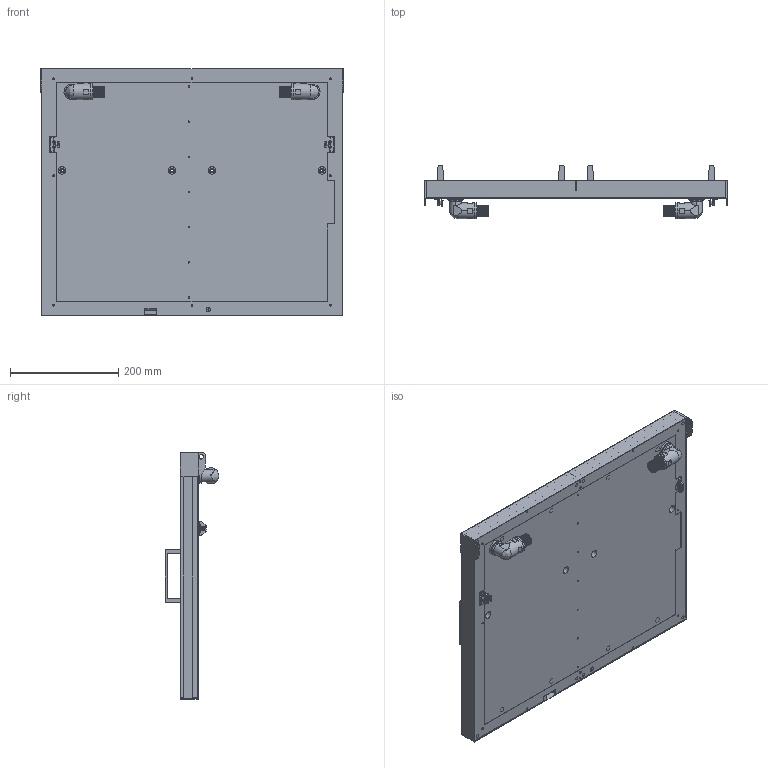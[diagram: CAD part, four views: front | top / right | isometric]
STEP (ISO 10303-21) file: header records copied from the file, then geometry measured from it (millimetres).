
FILE_DESCRIPTION (( 'STEP AP214' ), '1' );
FILE_NAME ('INGUN_114097.STEP', '2024-02-06T14:01:07', ( '' ), ( '' ), 'SwSTEP 2.0', 'SolidWorks 2021', '' );
FILE_SCHEMA (( 'AUTOMOTIVE_DESIGN' ));
Length unit declared in the file: millimetre
Products named in the file (19): 115289~0_S; 114098~1_S; 112087~2_S; 49317~0; 114094~1_S; 115769~0_S; 112176~0_S; Gewindebuchse~n_M04-07,5 offen; 114554~0_Kunde<S>; 100974~1_KUNDE<S>; 11657~0; 114101~0_S; 1607~1; 111995~2_S; 11655~0; INGUN_114097; 19420~3; 112079~7_S
Assembly tree (34 placements, depth 4):
  INGUN_114097
    115769~0_S
      114098~1_S
      Gewindebuchse~n_M04-07,5 offen  x8
    114094~1_S  x2
    114554~0_Kunde<S>  x2
      100974~1_KUNDE<S>
      100974~1_KUNDE<S>
    112079~7_S
    114101~0_S
    1607~1  x4
    112176~0_S  x2
      112087~2_S
        111995~2_S
        115289~0_S
      49317~0
    19420~3  x2
    11657~0  x2
    11655~0  x2
Bounding box: 559 x 99.45 x 456 mm (x, y, z)
Volume: 4417416.4 mm3; surface area: 1550461.5 mm2
Topology: 33 solids, 33 shells, 2342 faces, 5538 edges, 3596 vertices
Faces by surface type: plane 1532, cylinder 678, cone 72, torus 44, bspline 16
Entity records: 29037 total; most frequent: CARTESIAN_POINT 5050, DIRECTION 5026, ORIENTED_EDGE 4482, EDGE_CURVE 2241, AXIS2_PLACEMENT_3D 1889, VERTEX_POINT 1457, LINE 1248, VECTOR 1248
